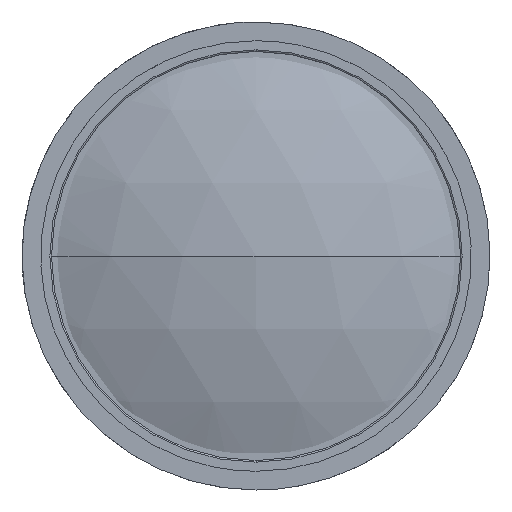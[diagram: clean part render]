
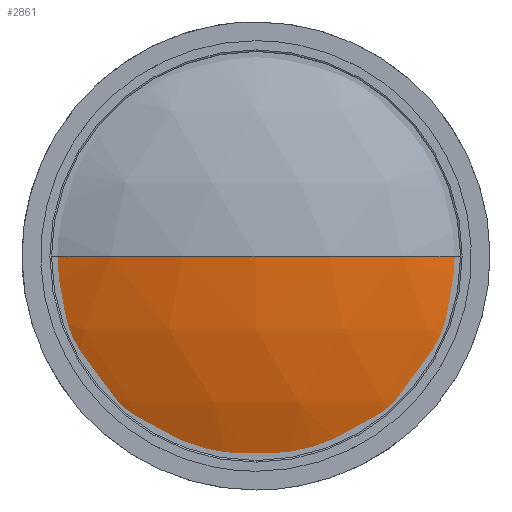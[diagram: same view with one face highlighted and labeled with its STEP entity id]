
A CAD part, left-side view. The second image highlights one B-rep face of the part: STEP entity #2861.
In plain terms, the highlighted spherical face has radius 103.562 mm.
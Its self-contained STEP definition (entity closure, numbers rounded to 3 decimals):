
#212 = CARTESIAN_POINT ( 'NONE',  ( -12.488, -26.565, -194.398 ) ) ;
#283 = EDGE_CURVE ( 'NONE', #1224, #2715, #9218, .T. ) ;
#321 = CARTESIAN_POINT ( 'NONE',  ( -12.488, -5.262, -204.052 ) ) ;
#402 = DIRECTION ( 'NONE',  ( 0., 0., -1. ) ) ;
#517 = CARTESIAN_POINT ( 'NONE',  ( -12.488, 0., -204.311 ) ) ;
#656 = CARTESIAN_POINT ( 'NONE',  ( -12.488, 10.423, -203.026 ) ) ;
#708 = CARTESIAN_POINT ( 'NONE',  ( -12.488, 17.815, -200.245 ) ) ;
#783 = SPHERICAL_SURFACE ( 'NONE', #9052, 103.562 ) ;
#1027 = CARTESIAN_POINT ( 'NONE',  ( -12.488, -24.522, -196.075 ) ) ;
#1224 = VERTEX_POINT ( 'NONE', #517 ) ;
#1418 = CARTESIAN_POINT ( 'NONE',  ( -12.488, 0., -204.311 ) ) ;
#1901 = CARTESIAN_POINT ( 'NONE',  ( -12.488, -39.941, -169.374 ) ) ;
#2015 = CARTESIAN_POINT ( 'NONE',  ( -12.488, -10.423, -203.026 ) ) ;
#2111 = CARTESIAN_POINT ( 'NONE',  ( -12.488, -2.631, -204.311 ) ) ;
#2228 = CARTESIAN_POINT ( 'NONE',  ( -12.488, 36.133, -181.926 ) ) ;
#2715 = VERTEX_POINT ( 'NONE', #9298 ) ;
#2782 = CARTESIAN_POINT ( 'NONE',  ( -12.488, 40.2, -164.111 ) ) ;
#2820 = AXIS2_PLACEMENT_3D ( 'NONE', #8742, #402, #10209 ) ;
#2821 = CARTESIAN_POINT ( 'NONE',  ( -12.488, -17.815, -200.245 ) ) ;
#2861 = ADVANCED_FACE ( 'NONE', ( #6548 ), #783, .F. ) ;
#2984 = DIRECTION ( 'NONE',  ( 0., 0., 1. ) ) ;
#3139 = CARTESIAN_POINT ( 'NONE',  ( -12.488, -40.2, -166.742 ) ) ;
#3155 = CARTESIAN_POINT ( 'NONE',  ( -12.488, 24.522, -196.075 ) ) ;
#3515 = AXIS2_PLACEMENT_3D ( 'NONE', #4660, #2984, #4011 ) ;
#3521 = CARTESIAN_POINT ( 'NONE',  ( -12.488, -34.887, -184.258 ) ) ;
#3945 = ORIENTED_EDGE ( 'NONE', *, *, #283, .F. ) ;
#4011 = DIRECTION ( 'NONE',  ( 1., 0., 0. ) ) ;
#4093 = DIRECTION ( 'NONE',  ( 0., 1., 0. ) ) ;
#4339 = CARTESIAN_POINT ( 'NONE',  ( -12.488, -30.286, -190.677 ) ) ;
#4503 = VERTEX_POINT ( 'NONE', #2782 ) ;
#4660 = CARTESIAN_POINT ( 'NONE',  ( 82.954, 0., -164.111 ) ) ;
#4883 = CARTESIAN_POINT ( 'NONE',  ( -12.488, 26.565, -194.398 ) ) ;
#4979 = EDGE_CURVE ( 'NONE', #2715, #8475, #6986, .T. ) ;
#5419 = CARTESIAN_POINT ( 'NONE',  ( -12.488, -20.146, -198.998 ) ) ;
#5600 = CARTESIAN_POINT ( 'NONE',  ( -12.488, 2.631, -204.311 ) ) ;
#5656 = CARTESIAN_POINT ( 'NONE',  ( -12.488, 20.146, -198.998 ) ) ;
#5727 = CARTESIAN_POINT ( 'NONE',  ( -20.608, 0., -164.111 ) ) ;
#6029 = CARTESIAN_POINT ( 'NONE',  ( -12.488, -38.147, -177.064 ) ) ;
#6344 = EDGE_CURVE ( 'NONE', #4503, #8475, #7002, .T. ) ;
#6526 = CARTESIAN_POINT ( 'NONE',  ( -12.488, 40.2, -166.742 ) ) ;
#6548 = FACE_OUTER_BOUND ( 'NONE', #8706, .T. ) ;
#6838 = CARTESIAN_POINT ( 'NONE',  ( -12.488, -36.133, -181.926 ) ) ;
#6986 = CIRCLE ( 'NONE', #2820, 103.562 ) ;
#7002 = CIRCLE ( 'NONE', #3515, 103.562 ) ;
#7375 = CARTESIAN_POINT ( 'NONE',  ( -12.488, 38.914, -174.535 ) ) ;
#7639 = CARTESIAN_POINT ( 'NONE',  ( -12.488, -31.963, -188.633 ) ) ;
#7748 = CARTESIAN_POINT ( 'NONE',  ( -12.488, 0., -204.311 ) ) ;
#7975 = CARTESIAN_POINT ( 'NONE',  ( -12.488, 12.953, -202.258 ) ) ;
#8084 = CARTESIAN_POINT ( 'NONE',  ( -12.488, 39.941, -169.374 ) ) ;
#8375 = DIRECTION ( 'NONE',  ( 0., 0., -1. ) ) ;
#8475 = VERTEX_POINT ( 'NONE', #5727 ) ;
#8706 = EDGE_LOOP ( 'NONE', ( #10035, #3945, #10267, #9337 ) ) ;
#8742 = CARTESIAN_POINT ( 'NONE',  ( 82.954, 0., -164.111 ) ) ;
#8835 = CARTESIAN_POINT ( 'NONE',  ( -12.488, 38.147, -177.064 ) ) ;
#8942 = CARTESIAN_POINT ( 'NONE',  ( -12.488, 5.262, -204.052 ) ) ;
#9052 = AXIS2_PLACEMENT_3D ( 'NONE', #9939, #8375, #4093 ) ;
#9218 = B_SPLINE_CURVE_WITH_KNOTS ( 'NONE', 3,
 ( #7748, #2111, #321, #2015, #10233, #2821, #5419, #1027, #212, #4339, #7639, #3521, #6838, #6029, #9318, #1901, #3139, #9631 ),
 .UNSPECIFIED., .F., .F.,
 ( 4, 2, 2, 2, 2, 2, 2, 2, 4 ),
 ( 0., 0.125, 0.25, 0.375, 0.5, 0.625, 0.75, 0.875, 1. ),
 .UNSPECIFIED. ) ;
#9298 = CARTESIAN_POINT ( 'NONE',  ( -12.488, -40.2, -164.111 ) ) ;
#9318 = CARTESIAN_POINT ( 'NONE',  ( -12.488, -38.914, -174.535 ) ) ;
#9337 = ORIENTED_EDGE ( 'NONE', *, *, #6344, .T. ) ;
#9631 = CARTESIAN_POINT ( 'NONE',  ( -12.488, -40.2, -164.111 ) ) ;
#9755 = CARTESIAN_POINT ( 'NONE',  ( -12.488, 40.2, -164.111 ) ) ;
#9939 = CARTESIAN_POINT ( 'NONE',  ( 82.954, 0., -164.111 ) ) ;
#9972 = B_SPLINE_CURVE_WITH_KNOTS ( 'NONE', 3,
 ( #9755, #6526, #8084, #7375, #8835, #2228, #10511, #10568, #10461, #4883, #3155, #5656, #708, #7975, #656, #8942, #5600, #1418 ),
 .UNSPECIFIED., .F., .F.,
 ( 4, 2, 2, 2, 2, 2, 2, 2, 4 ),
 ( 0.5, 0.563, 0.625, 0.688, 0.75, 0.813, 0.875, 0.938, 1. ),
 .UNSPECIFIED. ) ;
#10035 = ORIENTED_EDGE ( 'NONE', *, *, #4979, .F. ) ;
#10067 = EDGE_CURVE ( 'NONE', #4503, #1224, #9972, .T. ) ;
#10209 = DIRECTION ( 'NONE',  ( -1., 0., 0. ) ) ;
#10233 = CARTESIAN_POINT ( 'NONE',  ( -12.488, -12.953, -202.258 ) ) ;
#10267 = ORIENTED_EDGE ( 'NONE', *, *, #10067, .F. ) ;
#10461 = CARTESIAN_POINT ( 'NONE',  ( -12.488, 30.286, -190.677 ) ) ;
#10511 = CARTESIAN_POINT ( 'NONE',  ( -12.488, 34.887, -184.258 ) ) ;
#10568 = CARTESIAN_POINT ( 'NONE',  ( -12.488, 31.963, -188.633 ) ) ;
